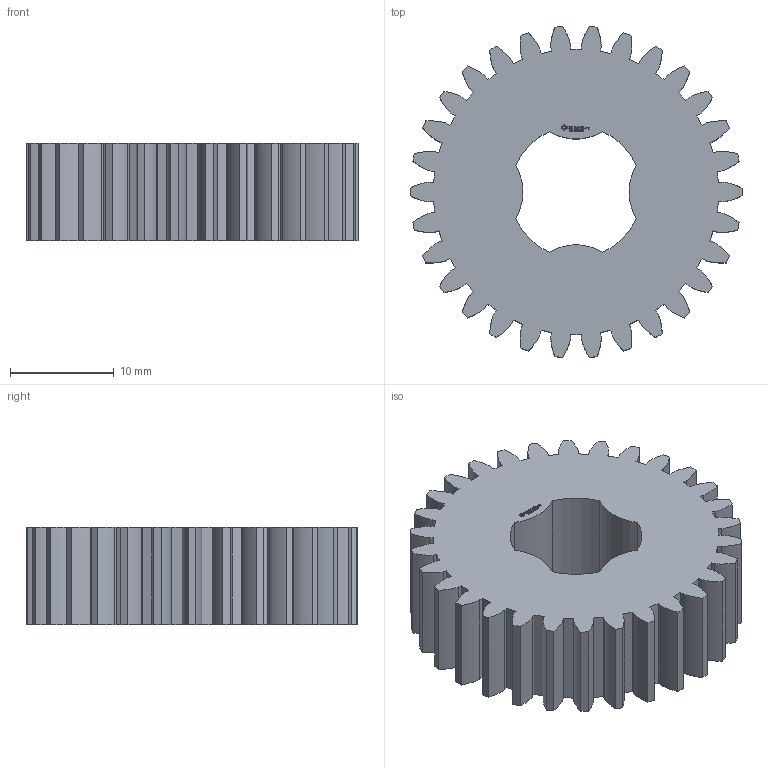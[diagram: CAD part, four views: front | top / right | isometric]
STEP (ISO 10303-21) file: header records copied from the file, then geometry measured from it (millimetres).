
FILE_DESCRIPTION(('FreeCAD Model'),'2;1');
FILE_NAME('Open CASCADE Shape Model','2024-03-09T19:10:29',(''),(''), 'Open CASCADE STEP processor 7.6','FreeCAD','Unknown');
FILE_SCHEMA(('AUTOMOTIVE_DESIGN { 1 0 10303 214 1 1 1 1 }'));
Length unit declared in the file: millimetre
Products named in the file (1): Gear Wheel PLN TTH30 BU00.75 SFT-SHD - SPN-GWH-0099 (stemfie.org)
Bounding box: 31.99 x 31.89 x 9.38 mm (x, y, z)
Volume: 5508.4 mm3; surface area: 3389.6 mm2
Topology: 1 solids, 1 shells, 680 faces, 1938 edges, 1292 vertices
Faces by surface type: extrusion 362, plane 310, cylinder 8
Entity records: 57505 total; most frequent: CARTESIAN_POINT 16527, DIRECTION 5382, VECTOR 4696, LINE 4334, ORIENTED_EDGE 3876, PCURVE 3876, DEFINITIONAL_REPRESENTATION 3876, EDGE_CURVE 1938
